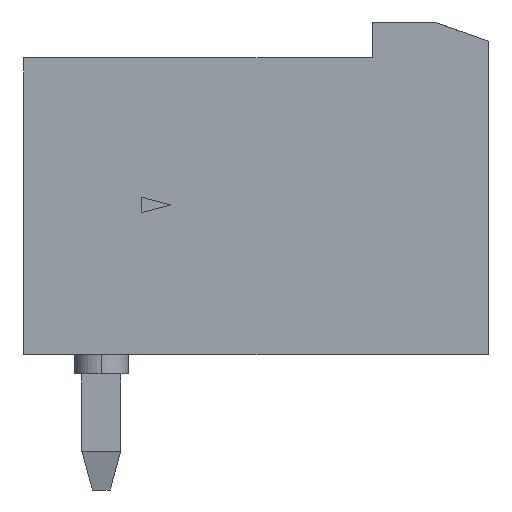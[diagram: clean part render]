
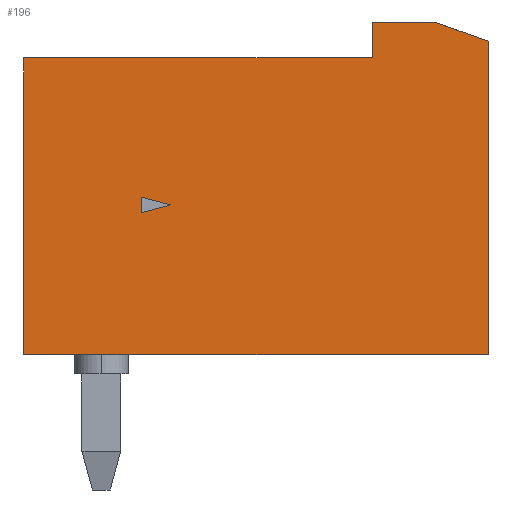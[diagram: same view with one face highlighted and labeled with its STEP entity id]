
A CAD part, left-side view. The second image highlights one B-rep face of the part: STEP entity #196.
In plain terms, the highlighted planar face has unit normal (-1, 0, 0).
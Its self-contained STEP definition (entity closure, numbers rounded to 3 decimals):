
#107=CARTESIAN_POINT('',(-23.86,2.6,-0.43));
#108=DIRECTION('',(-1.0,0.0,0.0));
#109=DIRECTION('',(0.0,-1.0,0.0));
#110=AXIS2_PLACEMENT_3D('',#107,#108,#109);
#111=PLANE('',#110);
#112=CARTESIAN_POINT('',(-23.86,-10.,8.1));
#113=VERTEX_POINT('',#112);
#114=CARTESIAN_POINT('',(-23.86,-10.,0.0));
#115=VERTEX_POINT('',#114);
#116=CARTESIAN_POINT('',(-23.86,-10.,8.1));
#117=DIRECTION('',(0.0,0.0,-1.0));
#118=VECTOR('',#117,8.1);
#119=LINE('',#116,#118);
#120=EDGE_CURVE('',#113,#115,#119,.T.);
#121=ORIENTED_EDGE('',*,*,#120,.F.);
#122=CARTESIAN_POINT('',(-23.86,-8.626,8.6));
#123=VERTEX_POINT('',#122);
#124=CARTESIAN_POINT('',(-23.86,-8.626,8.6));
#125=DIRECTION('',(0.0,-0.94,-0.342));
#126=VECTOR('',#125,1.462);
#127=LINE('',#124,#126);
#128=EDGE_CURVE('',#123,#113,#127,.T.);
#129=ORIENTED_EDGE('',*,*,#128,.F.);
#130=CARTESIAN_POINT('',(-23.86,-7.,8.6));
#131=VERTEX_POINT('',#130);
#132=CARTESIAN_POINT('',(-23.86,-7.,8.6));
#133=DIRECTION('',(0.0,-1.0,0.0));
#134=VECTOR('',#133,1.626);
#135=LINE('',#132,#134);
#136=EDGE_CURVE('',#131,#123,#135,.T.);
#137=ORIENTED_EDGE('',*,*,#136,.F.);
#138=CARTESIAN_POINT('',(-23.86,-7.,7.67));
#139=VERTEX_POINT('',#138);
#140=CARTESIAN_POINT('',(-23.86,-7.,7.67));
#141=DIRECTION('',(0.0,0.0,1.0));
#142=VECTOR('',#141,0.93);
#143=LINE('',#140,#142);
#144=EDGE_CURVE('',#139,#131,#143,.T.);
#145=ORIENTED_EDGE('',*,*,#144,.F.);
#146=CARTESIAN_POINT('',(-23.86,2.,7.67));
#147=VERTEX_POINT('',#146);
#148=CARTESIAN_POINT('',(-23.86,2.,7.67));
#149=DIRECTION('',(0.0,-1.0,0.0));
#150=VECTOR('',#149,9.0);
#151=LINE('',#148,#150);
#152=EDGE_CURVE('',#147,#139,#151,.T.);
#153=ORIENTED_EDGE('',*,*,#152,.F.);
#154=CARTESIAN_POINT('',(-23.86,2.,0.0));
#155=VERTEX_POINT('',#154);
#156=CARTESIAN_POINT('',(-23.86,2.,7.67));
#157=DIRECTION('',(0.0,0.0,-1.0));
#158=VECTOR('',#157,7.67);
#159=LINE('',#156,#158);
#160=EDGE_CURVE('',#147,#155,#159,.T.);
#161=ORIENTED_EDGE('',*,*,#160,.T.);
#162=CARTESIAN_POINT('',(-23.86,-10.,0.0));
#163=DIRECTION('',(0.0,1.0,0.0));
#164=VECTOR('',#163,12.0);
#165=LINE('',#162,#164);
#166=EDGE_CURVE('',#115,#155,#165,.T.);
#167=ORIENTED_EDGE('',*,*,#166,.F.);
#168=EDGE_LOOP('',(#121,#129,#137,#145,#153,#161,#167));
#169=FACE_OUTER_BOUND('',#168,.T.);
#170=CARTESIAN_POINT('',(-23.86,-1.05,4.071));
#171=VERTEX_POINT('',#170);
#172=CARTESIAN_POINT('',(-23.86,-1.8,3.87));
#173=VERTEX_POINT('',#172);
#174=CARTESIAN_POINT('',(-23.86,-1.05,4.071));
#175=DIRECTION('',(0.0,-0.966,-0.259));
#176=VECTOR('',#175,0.776);
#177=LINE('',#174,#176);
#178=EDGE_CURVE('',#171,#173,#177,.T.);
#179=ORIENTED_EDGE('',*,*,#178,.T.);
#180=CARTESIAN_POINT('',(-23.86,-1.05,3.669));
#181=VERTEX_POINT('',#180);
#182=CARTESIAN_POINT('',(-23.86,-1.8,3.87));
#183=DIRECTION('',(0.0,0.966,-0.259));
#184=VECTOR('',#183,0.776);
#185=LINE('',#182,#184);
#186=EDGE_CURVE('',#173,#181,#185,.T.);
#187=ORIENTED_EDGE('',*,*,#186,.T.);
#188=CARTESIAN_POINT('',(-23.86,-1.05,3.669));
#189=DIRECTION('',(0.0,0.0,1.0));
#190=VECTOR('',#189,0.402);
#191=LINE('',#188,#190);
#192=EDGE_CURVE('',#181,#171,#191,.T.);
#193=ORIENTED_EDGE('',*,*,#192,.T.);
#194=EDGE_LOOP('',(#179,#187,#193));
#195=FACE_BOUND('',#194,.T.);
#196=ADVANCED_FACE('',(#169,#195),#111,.T.);
